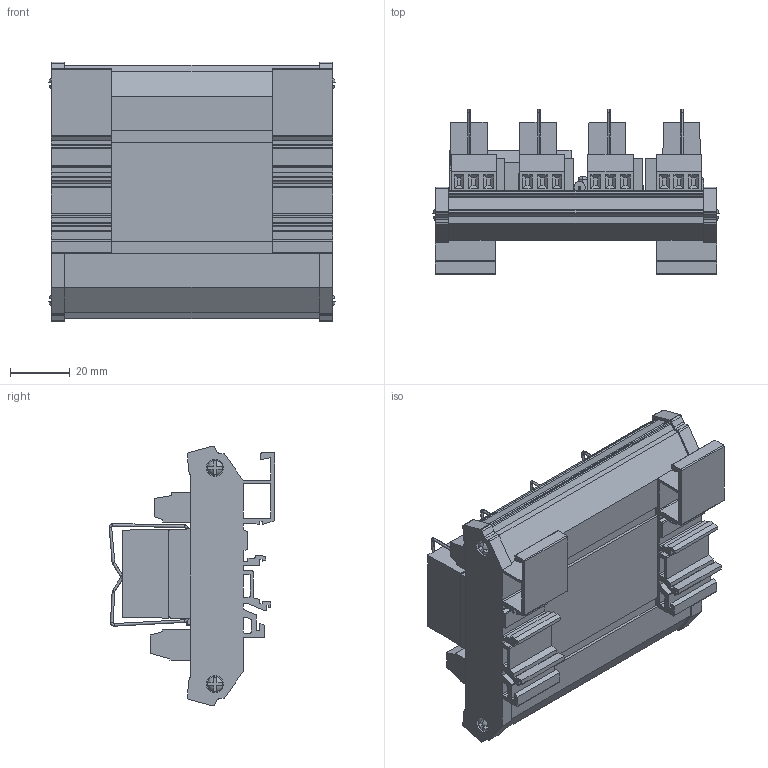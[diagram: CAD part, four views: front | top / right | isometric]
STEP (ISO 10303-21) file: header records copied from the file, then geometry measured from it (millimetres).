
FILE_DESCRIPTION (( 'STEP AP214' ), '1' );
FILE_NAME ('ZL-RLS4-120.step', '2014-11-13T22:37:54', ( '' ), ( '' ), 'SwSTEP 2.0', 'SolidWorks 2014', '' );
FILE_SCHEMA (( 'AUTOMOTIVE_DESIGN' ));
Length unit declared in the file: inch
Products named in the file (1): ZL-RLS4-120
Bounding box: 95.66 x 55.47 x 86.87 mm (x, y, z)
Volume: 104603.4 mm3; surface area: 65576.3 mm2
Topology: 2 solids, 2 shells, 1066 faces, 2748 edges, 1756 vertices
Faces by surface type: plane 686, cylinder 225, bspline 117, sphere 18, torus 10, cone 10
Entity records: 40878 total; most frequent: CARTESIAN_POINT 7240, ORIENTED_EDGE 5456, DIRECTION 5354, EDGE_CURVE 2728, LINE 1918, VECTOR 1918, VERTEX_POINT 1746, AXIS2_PLACEMENT_3D 1718
